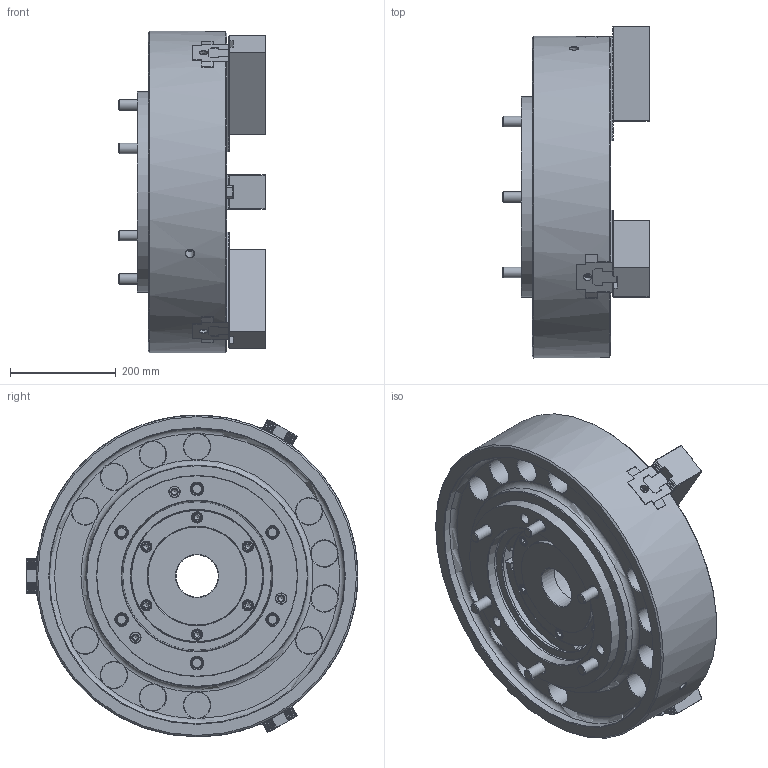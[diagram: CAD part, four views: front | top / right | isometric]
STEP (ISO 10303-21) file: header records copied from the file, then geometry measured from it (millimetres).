
FILE_DESCRIPTION(/* description */ ('Unknown'),/* implementation_level */ '2;1');
FILE_NAME(/* name */ 'B24A15',/* time_stamp */ '2016-06-07T09:42:05+01:00',/* author */ ('Unknown'),/* organization */ ('Unknown'),/* preprocessor_version */ 'ST-DEVELOPER v16',/* originating_system */ 'DEX',/* authorisation */ $);
FILE_SCHEMA (('AUTOMOTIVE_DESIGN {1 0 10303 214 3 1 1}'));
Products named in the file (3): B24A15; B24; CB-21A15
Assembly tree (2 placements, depth 2):
  B24A15
    B24
    CB-21A15
Bounding box: 278 x 629.12 x 610 mm (x, y, z)
Volume: 37701215.7 mm3; surface area: 2223294.2 mm2
Topology: 2 solids, 37 shells, 4758 faces, 16041 edges, 10071 vertices
Faces by surface type: plane 3867, cylinder 409, cone 354, bspline 72, torus 50, sphere 6
Full cylindrical faces by diameter (mm): 1.5 x3, 1.9 x3, 3.242 x3, 3.8 x12, 4 x6, 4.2 x3, 4.5 x3, 4.917 x6, 5 x7, 5.188 x3, 6 x20, 6.6 x6, 8 x3, 9 x3, 10 x6, 10.106 x9, 11 x6, 12 x15, 13.5 x9, 15 x3, 16 x2, 17 x2, 18 x6, 20 x27, 21 x6, 24 x12, 30 x6, 32 x6, 33 x6, 36 x6
Entity records: 210493 total; most frequent: CARTESIAN_POINT 40381, ORIENTED_EDGE 30472, DIRECTION 25984, EDGE_CURVE 15236, LINE 13304, VECTOR 13304, VERTEX_POINT 9845, AXIS2_PLACEMENT_3D 6340
